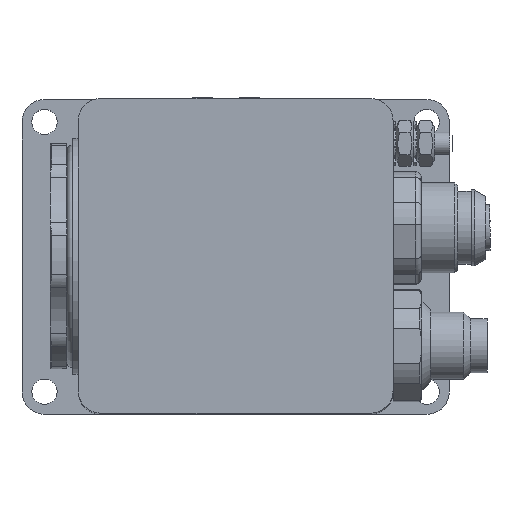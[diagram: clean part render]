
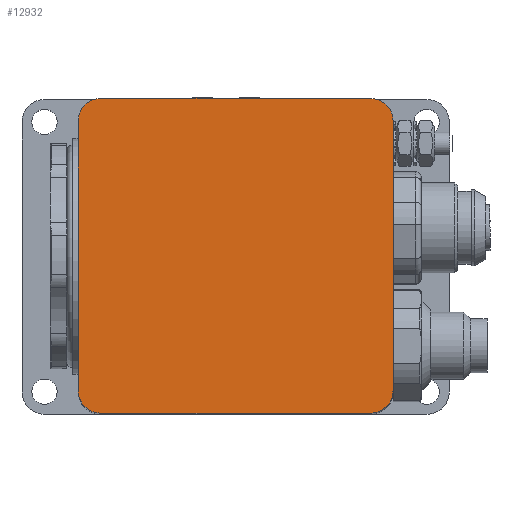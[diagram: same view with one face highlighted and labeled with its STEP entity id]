
A CAD part, top view. The second image highlights one B-rep face of the part: STEP entity #12932.
In plain terms, the highlighted planar face has unit normal (0, 0, 1).
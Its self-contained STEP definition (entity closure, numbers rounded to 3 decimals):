
#459=CIRCLE('',#13691,4.);
#460=CIRCLE('',#13692,4.);
#461=CIRCLE('',#13693,4.);
#462=CIRCLE('',#13694,4.);
#1722=FACE_OUTER_BOUND('',#2456,.T.);
#2456=EDGE_LOOP('',(#10238,#10239,#10240,#10241,#10242,#10243,#10244,#10245));
#3437=LINE('',#22531,#4466);
#3438=LINE('',#22535,#4467);
#3439=LINE('',#22539,#4468);
#3440=LINE('',#22543,#4469);
#4466=VECTOR('',#15935,48.);
#4467=VECTOR('',#15938,48.);
#4468=VECTOR('',#15941,48.);
#4469=VECTOR('',#15944,48.);
#5586=VERTEX_POINT('',#22529);
#5587=VERTEX_POINT('',#22530);
#5588=VERTEX_POINT('',#22532);
#5589=VERTEX_POINT('',#22534);
#5590=VERTEX_POINT('',#22536);
#5591=VERTEX_POINT('',#22538);
#5592=VERTEX_POINT('',#22540);
#5593=VERTEX_POINT('',#22542);
#7214=EDGE_CURVE('',#5586,#5587,#3437,.T.);
#7215=EDGE_CURVE('',#5587,#5588,#459,.T.);
#7216=EDGE_CURVE('',#5588,#5589,#3438,.T.);
#7217=EDGE_CURVE('',#5589,#5590,#460,.T.);
#7218=EDGE_CURVE('',#5590,#5591,#3439,.T.);
#7219=EDGE_CURVE('',#5591,#5592,#461,.T.);
#7220=EDGE_CURVE('',#5592,#5593,#3440,.T.);
#7221=EDGE_CURVE('',#5593,#5586,#462,.T.);
#10238=ORIENTED_EDGE('',*,*,#7214,.T.);
#10239=ORIENTED_EDGE('',*,*,#7215,.T.);
#10240=ORIENTED_EDGE('',*,*,#7216,.T.);
#10241=ORIENTED_EDGE('',*,*,#7217,.T.);
#10242=ORIENTED_EDGE('',*,*,#7218,.T.);
#10243=ORIENTED_EDGE('',*,*,#7219,.T.);
#10244=ORIENTED_EDGE('',*,*,#7220,.T.);
#10245=ORIENTED_EDGE('',*,*,#7221,.T.);
#11689=PLANE('',#13690);
#12932=ADVANCED_FACE('',(#1722),#11689,.F.);
#13690=AXIS2_PLACEMENT_3D('',#22528,#15933,#15934);
#13691=AXIS2_PLACEMENT_3D('',#22533,#15936,#15937);
#13692=AXIS2_PLACEMENT_3D('',#22537,#15939,#15940);
#13693=AXIS2_PLACEMENT_3D('',#22541,#15942,#15943);
#13694=AXIS2_PLACEMENT_3D('',#22544,#15945,#15946);
#15933=DIRECTION('center_axis',(0.,0.,
-1.));
#15934=DIRECTION('ref_axis',(1.,0.,0.));
#15935=DIRECTION('',(1.,0.,0.));
#15936=DIRECTION('center_axis',(0.,0.,
1.));
#15937=DIRECTION('ref_axis',(-1.,0.,0.));
#15938=DIRECTION('',(0.,1.,0.));
#15939=DIRECTION('center_axis',(0.,0.,
1.));
#15940=DIRECTION('ref_axis',(0.,-1.,0.));
#15941=DIRECTION('',(-1.,0.,0.));
#15942=DIRECTION('center_axis',(0.,0.,
1.));
#15943=DIRECTION('ref_axis',(1.,0.,0.));
#15944=DIRECTION('',(0.,-1.,0.));
#15945=DIRECTION('center_axis',(0.,0.,
1.));
#15946=DIRECTION('ref_axis',(0.,1.,0.));
#22528=CARTESIAN_POINT('Origin',(38.,28.,114.));
#22529=CARTESIAN_POINT('',(14.,0.,114.));
#22530=CARTESIAN_POINT('',(62.,0.,114.));
#22531=CARTESIAN_POINT('',(14.,0.,114.));
#22532=CARTESIAN_POINT('',(66.,4.,114.));
#22533=CARTESIAN_POINT('Origin',(62.,4.,114.));
#22534=CARTESIAN_POINT('',(66.,52.,114.));
#22535=CARTESIAN_POINT('',(66.,4.,114.));
#22536=CARTESIAN_POINT('',(62.,56.,114.));
#22537=CARTESIAN_POINT('Origin',(62.,52.,114.));
#22538=CARTESIAN_POINT('',(14.,56.,114.));
#22539=CARTESIAN_POINT('',(62.,56.,114.));
#22540=CARTESIAN_POINT('',(10.,52.,114.));
#22541=CARTESIAN_POINT('Origin',(14.,52.,114.));
#22542=CARTESIAN_POINT('',(10.,4.,114.));
#22543=CARTESIAN_POINT('',(10.,52.,114.));
#22544=CARTESIAN_POINT('Origin',(14.,4.,114.));
